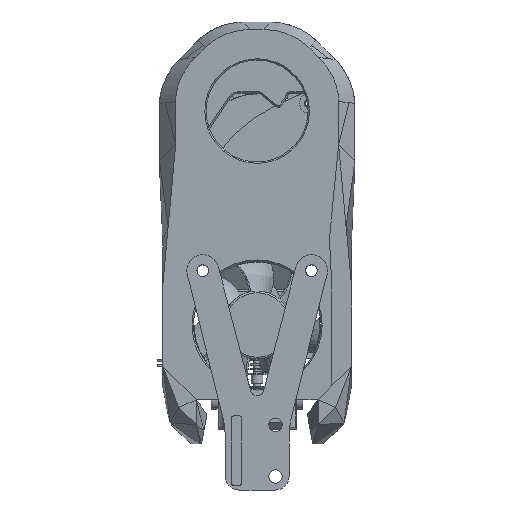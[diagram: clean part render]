
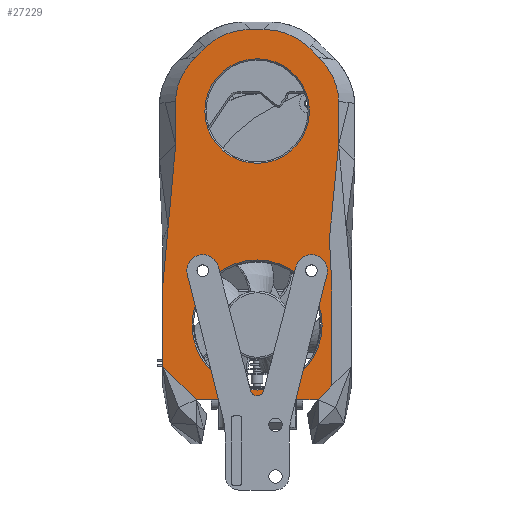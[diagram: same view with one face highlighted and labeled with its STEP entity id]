
A CAD part, front view. The second image highlights one B-rep face of the part: STEP entity #27229.
In plain terms, the highlighted planar face has unit normal (0, -1, 0).
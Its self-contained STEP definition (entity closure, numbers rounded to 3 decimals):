
#298=ELLIPSE('',#29675,26.294,20.);
#299=ELLIPSE('',#29678,22.584,20.);
#300=ELLIPSE('',#29679,22.584,20.);
#301=ELLIPSE('',#29680,26.294,20.);
#679=FACE_BOUND('',#5422,.T.);
#680=FACE_BOUND('',#5423,.T.);
#681=FACE_BOUND('',#5424,.T.);
#682=FACE_BOUND('',#5425,.T.);
#2238=CIRCLE('',#29667,1.8);
#2240=CIRCLE('',#29671,1.8);
#2242=CIRCLE('',#29681,15.4);
#2243=CIRCLE('',#29682,19.15);
#3677=FACE_OUTER_BOUND('',#5421,.T.);
#5421=EDGE_LOOP('',(#23237,#23238,#23239,#23240,#23241,#23242,#23243,#23244,
#23245,#23246,#23247,#23248,#23249,#23250,#23251,#23252,#23253,#23254,#23255));
#5422=EDGE_LOOP('',(#23256));
#5423=EDGE_LOOP('',(#23257));
#5424=EDGE_LOOP('',(#23258));
#5425=EDGE_LOOP('',(#23259));
#7241=LINE('',#50390,#9375);
#7255=LINE('',#50424,#9389);
#7440=LINE('',#57053,#9574);
#7442=LINE('',#57057,#9576);
#7443=LINE('',#57061,#9577);
#7444=LINE('',#57065,#9578);
#7445=LINE('',#57069,#9579);
#7446=LINE('',#57071,#9580);
#7447=LINE('',#57073,#9581);
#7448=LINE('',#57074,#9582);
#7449=LINE('',#57075,#9583);
#7450=LINE('',#57077,#9584);
#7451=LINE('',#57079,#9585);
#7452=LINE('',#57081,#9586);
#7453=LINE('',#57082,#9587);
#9375=VECTOR('',#34925,10.);
#9389=VECTOR('',#34955,10.);
#9574=VECTOR('',#35808,10.);
#9576=VECTOR('',#35812,10.);
#9577=VECTOR('',#35815,10.);
#9578=VECTOR('',#35818,10.);
#9579=VECTOR('',#35821,10.);
#9580=VECTOR('',#35822,10.);
#9581=VECTOR('',#35823,10.);
#9582=VECTOR('',#35824,10.);
#9583=VECTOR('',#35825,10.);
#9584=VECTOR('',#35826,10.);
#9585=VECTOR('',#35827,10.);
#9586=VECTOR('',#35828,10.);
#9587=VECTOR('',#35829,10.);
#12321=VERTEX_POINT('',#50371);
#12326=VERTEX_POINT('',#50389);
#12329=VERTEX_POINT('',#50405);
#12334=VERTEX_POINT('',#50423);
#12734=VERTEX_POINT('',#57012);
#12736=VERTEX_POINT('',#57020);
#12740=VERTEX_POINT('',#57031);
#12741=VERTEX_POINT('',#57033);
#12744=VERTEX_POINT('',#57052);
#12745=VERTEX_POINT('',#57056);
#12746=VERTEX_POINT('',#57058);
#12747=VERTEX_POINT('',#57060);
#12748=VERTEX_POINT('',#57062);
#12749=VERTEX_POINT('',#57064);
#12750=VERTEX_POINT('',#57066);
#12751=VERTEX_POINT('',#57068);
#12752=VERTEX_POINT('',#57070);
#12753=VERTEX_POINT('',#57072);
#12754=VERTEX_POINT('',#57076);
#12755=VERTEX_POINT('',#57078);
#12756=VERTEX_POINT('',#57080);
#12757=VERTEX_POINT('',#57083);
#12758=VERTEX_POINT('',#57085);
#15683=EDGE_CURVE('',#12321,#12326,#7241,.T.);
#15698=EDGE_CURVE('',#12329,#12334,#7255,.T.);
#16374=EDGE_CURVE('',#12734,#12734,#2238,.T.);
#16378=EDGE_CURVE('',#12736,#12736,#2240,.T.);
#16384=EDGE_CURVE('',#12740,#12741,#298,.T.);
#16388=EDGE_CURVE('',#12741,#12744,#7440,.T.);
#16390=EDGE_CURVE('',#12745,#12740,#7442,.T.);
#16391=EDGE_CURVE('',#12746,#12745,#299,.T.);
#16392=EDGE_CURVE('',#12746,#12747,#7443,.T.);
#16393=EDGE_CURVE('',#12748,#12747,#300,.T.);
#16394=EDGE_CURVE('',#12748,#12749,#7444,.T.);
#16395=EDGE_CURVE('',#12750,#12749,#301,.T.);
#16396=EDGE_CURVE('',#12750,#12751,#7445,.T.);
#16397=EDGE_CURVE('',#12752,#12751,#7446,.T.);
#16398=EDGE_CURVE('',#12752,#12753,#7447,.T.);
#16399=EDGE_CURVE('',#12753,#12326,#7448,.T.);
#16400=EDGE_CURVE('',#12329,#12321,#7449,.T.);
#16401=EDGE_CURVE('',#12754,#12334,#7450,.T.);
#16402=EDGE_CURVE('',#12755,#12754,#7451,.T.);
#16403=EDGE_CURVE('',#12756,#12755,#7452,.T.);
#16404=EDGE_CURVE('',#12744,#12756,#7453,.T.);
#16405=EDGE_CURVE('',#12757,#12757,#2242,.T.);
#16406=EDGE_CURVE('',#12758,#12758,#2243,.T.);
#23237=ORIENTED_EDGE('',*,*,#16384,.F.);
#23238=ORIENTED_EDGE('',*,*,#16390,.F.);
#23239=ORIENTED_EDGE('',*,*,#16391,.F.);
#23240=ORIENTED_EDGE('',*,*,#16392,.T.);
#23241=ORIENTED_EDGE('',*,*,#16393,.F.);
#23242=ORIENTED_EDGE('',*,*,#16394,.T.);
#23243=ORIENTED_EDGE('',*,*,#16395,.F.);
#23244=ORIENTED_EDGE('',*,*,#16396,.T.);
#23245=ORIENTED_EDGE('',*,*,#16397,.F.);
#23246=ORIENTED_EDGE('',*,*,#16398,.T.);
#23247=ORIENTED_EDGE('',*,*,#16399,.T.);
#23248=ORIENTED_EDGE('',*,*,#15683,.F.);
#23249=ORIENTED_EDGE('',*,*,#16400,.F.);
#23250=ORIENTED_EDGE('',*,*,#15698,.T.);
#23251=ORIENTED_EDGE('',*,*,#16401,.F.);
#23252=ORIENTED_EDGE('',*,*,#16402,.F.);
#23253=ORIENTED_EDGE('',*,*,#16403,.F.);
#23254=ORIENTED_EDGE('',*,*,#16404,.F.);
#23255=ORIENTED_EDGE('',*,*,#16388,.F.);
#23256=ORIENTED_EDGE('',*,*,#16374,.T.);
#23257=ORIENTED_EDGE('',*,*,#16378,.T.);
#23258=ORIENTED_EDGE('',*,*,#16405,.F.);
#23259=ORIENTED_EDGE('',*,*,#16406,.F.);
#25876=PLANE('',#29677);
#27229=ADVANCED_FACE('',(#3677,#679,#680,#681,#682),#25876,.T.);
#29667=AXIS2_PLACEMENT_3D('',#57013,#35780,#35781);
#29671=AXIS2_PLACEMENT_3D('',#57021,#35790,#35791);
#29675=AXIS2_PLACEMENT_3D('',#57034,#35802,#35803);
#29677=AXIS2_PLACEMENT_3D('',#57055,#35810,#35811);
#29678=AXIS2_PLACEMENT_3D('',#57059,#35813,#35814);
#29679=AXIS2_PLACEMENT_3D('',#57063,#35816,#35817);
#29680=AXIS2_PLACEMENT_3D('',#57067,#35819,#35820);
#29681=AXIS2_PLACEMENT_3D('',#57084,#35830,#35831);
#29682=AXIS2_PLACEMENT_3D('',#57086,#35832,#35833);
#34925=DIRECTION('',(-0.707,0.,0.707));
#34955=DIRECTION('',(0.707,0.,0.707));
#35780=DIRECTION('center_axis',(0.,1.,
0.));
#35781=DIRECTION('ref_axis',(0.,0.,-1.));
#35790=DIRECTION('center_axis',(0.,1.,
0.));
#35791=DIRECTION('ref_axis',(0.,0.,-1.));
#35802=DIRECTION('center_axis',(0.,1.,
0.));
#35803=DIRECTION('ref_axis',(0.992,0.,-0.124));
#35808=DIRECTION('',(0.,0.,-1.));
#35810=DIRECTION('center_axis',(0.,-1.,
0.));
#35811=DIRECTION('ref_axis',(1.,0.,0.));
#35812=DIRECTION('',(0.707,0.,-0.707));
#35813=DIRECTION('center_axis',(0.,1.,
0.));
#35814=DIRECTION('ref_axis',(0.669,0.,0.743));
#35815=DIRECTION('',(-1.,0.,0.));
#35816=DIRECTION('center_axis',(0.,1.,
0.));
#35817=DIRECTION('ref_axis',(-0.669,0.,0.743));
#35818=DIRECTION('',(-0.707,0.,-0.707));
#35819=DIRECTION('center_axis',(0.,1.,
0.));
#35820=DIRECTION('ref_axis',(-0.992,0.,-0.124));
#35821=DIRECTION('',(0.,0.,-1.));
#35822=DIRECTION('',(0.091,0.,0.996));
#35823=DIRECTION('',(-0.091,0.,-0.996));
#35824=DIRECTION('',(0.,0.,-1.));
#35825=DIRECTION('',(-1.,0.,0.));
#35826=DIRECTION('',(0.,0.,-1.));
#35827=DIRECTION('',(0.033,0.,-0.999));
#35828=DIRECTION('',(0.118,0.,-0.993));
#35829=DIRECTION('',(-0.098,0.,-0.995));
#35830=DIRECTION('center_axis',(0.,-1.,
0.));
#35831=DIRECTION('ref_axis',(1.,0.,0.));
#35832=DIRECTION('center_axis',(0.,-1.,
0.));
#35833=DIRECTION('ref_axis',(1.,0.,0.));
#50371=CARTESIAN_POINT('',(-13.648,-28.5,-60.2));
#50389=CARTESIAN_POINT('',(-23.5,-28.5,-50.348));
#50390=CARTESIAN_POINT('',(-13.648,-28.5,-60.2));
#50405=CARTESIAN_POINT('',(22.248,-28.5,-60.2));
#50423=CARTESIAN_POINT('',(26.3,-28.5,-56.148));
#50424=CARTESIAN_POINT('',(22.248,-28.5,-60.2));
#57012=CARTESIAN_POINT('',(-11.7,-28.5,-20.4));
#57013=CARTESIAN_POINT('Origin',(-11.7,-28.5,-22.2));
#57020=CARTESIAN_POINT('',(20.3,-28.5,-20.4));
#57021=CARTESIAN_POINT('Origin',(20.3,-28.5,-22.2));
#57031=CARTESIAN_POINT('',(22.478,-28.5,40.592));
#57033=CARTESIAN_POINT('',(28.3,-28.5,27.677));
#57034=CARTESIAN_POINT('Origin',(2.092,-28.5,29.049));
#57052=CARTESIAN_POINT('',(28.3,-28.5,14.888));
#57053=CARTESIAN_POINT('',(28.3,-28.5,34.77));
#57055=CARTESIAN_POINT('Origin',(-20.6,-28.5,-52.932));
#57056=CARTESIAN_POINT('',(19.562,-28.5,43.508));
#57057=CARTESIAN_POINT('',(14.241,-28.5,48.829));
#57058=CARTESIAN_POINT('',(6.328,-28.5,48.829));
#57059=CARTESIAN_POINT('Origin',(3.779,-28.5,27.362));
#57060=CARTESIAN_POINT('',(2.272,-28.5,48.829));
#57061=CARTESIAN_POINT('',(14.241,-28.5,48.829));
#57062=CARTESIAN_POINT('',(-10.962,-28.5,43.508));
#57063=CARTESIAN_POINT('Origin',(4.821,-28.5,27.362));
#57064=CARTESIAN_POINT('',(-13.878,-28.5,40.592));
#57065=CARTESIAN_POINT('',(-5.641,-28.5,48.829));
#57066=CARTESIAN_POINT('',(-19.7,-28.5,27.677));
#57067=CARTESIAN_POINT('Origin',(6.508,-28.5,29.049));
#57068=CARTESIAN_POINT('',(-19.7,-28.5,14.888));
#57069=CARTESIAN_POINT('',(-19.7,-28.5,34.77));
#57070=CARTESIAN_POINT('',(-21.904,-28.5,-9.221));
#57071=CARTESIAN_POINT('',(-19.7,-28.5,14.888));
#57072=CARTESIAN_POINT('',(-23.5,-28.5,-26.685));
#57073=CARTESIAN_POINT('',(-23.5,-28.5,-26.685));
#57074=CARTESIAN_POINT('',(-23.5,-28.5,-26.685));
#57075=CARTESIAN_POINT('',(-4.813,-28.5,-60.2));
#57076=CARTESIAN_POINT('',(26.3,-28.5,-29.088));
#57077=CARTESIAN_POINT('',(26.3,-28.5,-47.313));
#57078=CARTESIAN_POINT('',(25.909,-28.5,-17.364));
#57079=CARTESIAN_POINT('',(25.909,-28.5,-17.364));
#57080=CARTESIAN_POINT('',(25.483,-28.5,-13.769));
#57081=CARTESIAN_POINT('',(25.483,-28.5,-13.769));
#57082=CARTESIAN_POINT('',(28.3,-28.5,14.888));
#57083=CARTESIAN_POINT('',(-11.1,-28.5,24.829));
#57084=CARTESIAN_POINT('Origin',(4.3,-28.5,24.829));
#57085=CARTESIAN_POINT('',(-14.85,-28.5,-38.2));
#57086=CARTESIAN_POINT('Origin',(4.3,-28.5,-38.2));
